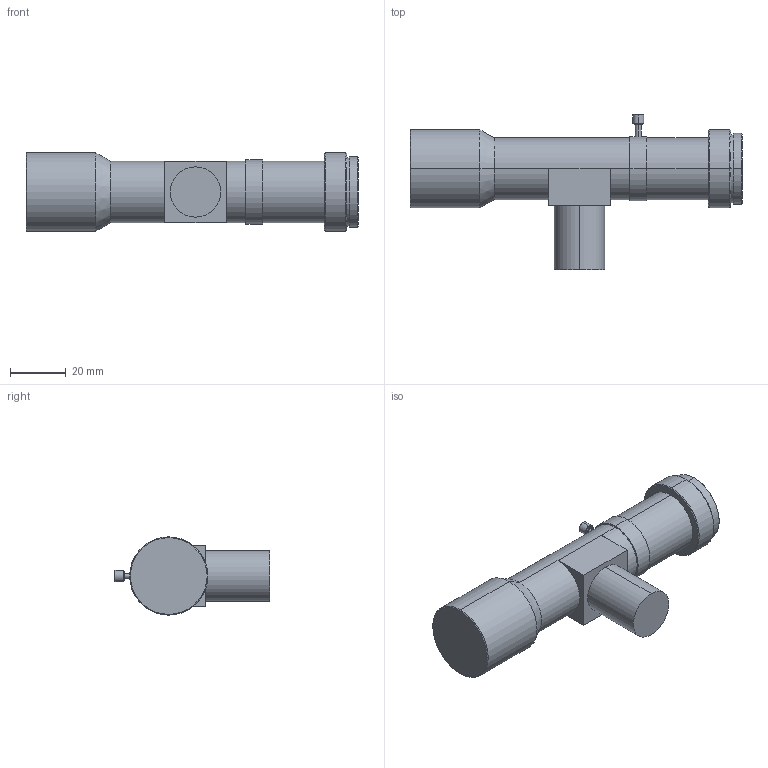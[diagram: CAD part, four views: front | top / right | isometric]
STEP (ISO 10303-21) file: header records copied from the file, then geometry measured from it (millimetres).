
FILE_DESCRIPTION (( 'STEP AP203' ), '1' );
FILE_NAME ('WWH07-145CT-G STEPͼ.STEP', '2019-11-08T08:09:58', ( '' ), ( '' ), 'SwSTEP 2.0', 'SolidWorks 2014', '' );
FILE_SCHEMA (( 'CONFIG_CONTROL_DESIGN' ));
Length unit declared in the file: millimetre
Products named in the file (1): WWH07-145CT-G STEPͼ
Bounding box: 118.7 x 55.6 x 28 mm (x, y, z)
Volume: 62205.1 mm3; surface area: 12446.9 mm2
Topology: 2 solids, 2 shells, 51 faces, 102 edges, 63 vertices
Faces by surface type: cylinder 23, plane 16, cone 10, sphere 2
Entity records: 1409 total; most frequent: DIRECTION 264, CARTESIAN_POINT 217, ORIENTED_EDGE 204, AXIS2_PLACEMENT_3D 110, EDGE_CURVE 102, VERTEX_POINT 63, EDGE_LOOP 59, CIRCLE 58
